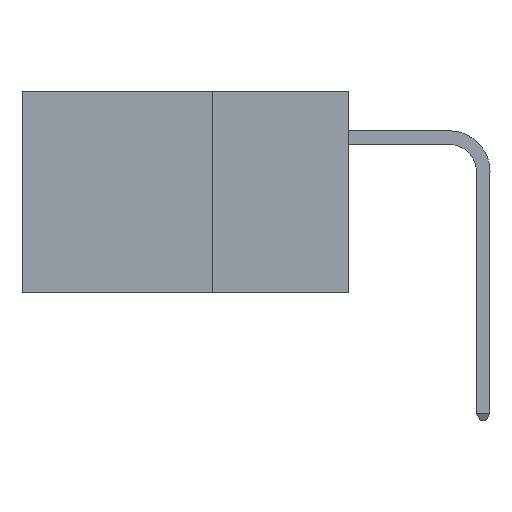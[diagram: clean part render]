
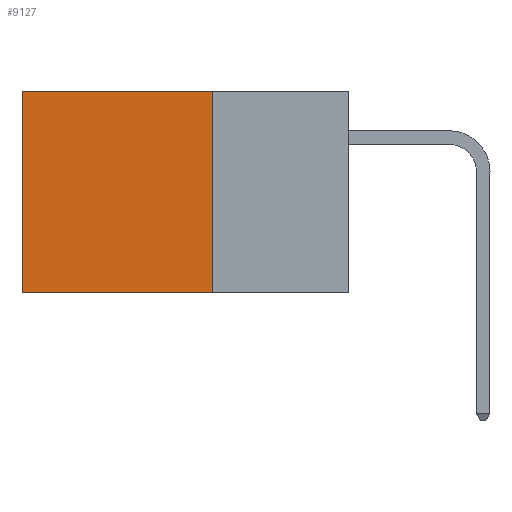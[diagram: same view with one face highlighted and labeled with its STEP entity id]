
A CAD part, left-side view. The second image highlights one B-rep face of the part: STEP entity #9127.
In plain terms, the highlighted planar face has unit normal (-1, 0, 0).
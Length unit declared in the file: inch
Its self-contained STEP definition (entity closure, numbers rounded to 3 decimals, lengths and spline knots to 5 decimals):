
#65 = LINE ( 'NONE', #2403, #10404 ) ;
#144 = CARTESIAN_POINT ( 'NONE',  ( 0.2875, 0.6, -0.37 ) ) ;
#820 = VERTEX_POINT ( 'NONE', #12508 ) ;
#1033 = DIRECTION ( 'NONE',  ( 1., 0., 0. ) ) ;
#1367 = LINE ( 'NONE', #7905, #6648 ) ;
#1759 = ORIENTED_EDGE ( 'NONE', *, *, #3713, .T. ) ;
#1773 = FACE_OUTER_BOUND ( 'NONE', #10288, .T. ) ;
#2038 = CARTESIAN_POINT ( 'NONE',  ( 0.2875, 0.25, 0. ) ) ;
#2403 = CARTESIAN_POINT ( 'NONE',  ( 0.2875, 0.25, 0. ) ) ;
#2651 = ORIENTED_EDGE ( 'NONE', *, *, #11843, .T. ) ;
#3449 = CARTESIAN_POINT ( 'NONE',  ( 0.2875, 0.25, -0.37 ) ) ;
#3713 = EDGE_CURVE ( 'NONE', #8471, #8324, #1367, .T. ) ;
#3965 = DIRECTION ( 'NONE',  ( 0., 0., -1. ) ) ;
#4701 = DIRECTION ( 'NONE',  ( 0., 0., -1. ) ) ;
#4963 = AXIS2_PLACEMENT_3D ( 'NONE', #10239, #1033, #8483 ) ;
#5263 = VECTOR ( 'NONE', #18866, 39.37008 ) ;
#6648 = VECTOR ( 'NONE', #4701, 39.37008 ) ;
#6809 = ORIENTED_EDGE ( 'NONE', *, *, #9724, .F. ) ;
#7905 = CARTESIAN_POINT ( 'NONE',  ( 0.2875, 0.6, 0. ) ) ;
#8086 = DIRECTION ( 'NONE',  ( 0., 1., 0. ) ) ;
#8102 = CARTESIAN_POINT ( 'NONE',  ( 0.2875, 0.25, 0. ) ) ;
#8324 = VERTEX_POINT ( 'NONE', #144 ) ;
#8471 = VERTEX_POINT ( 'NONE', #17195 ) ;
#8483 = DIRECTION ( 'NONE',  ( 0., 0., -1. ) ) ;
#9127 = ADVANCED_FACE ( 'NONE', ( #1773 ), #16152, .F. ) ;
#9724 = EDGE_CURVE ( 'NONE', #18678, #820, #65, .T. ) ;
#10239 = CARTESIAN_POINT ( 'NONE',  ( 0.2875, 0.25, 0. ) ) ;
#10288 = EDGE_LOOP ( 'NONE', ( #1759, #11608, #6809, #2651 ) ) ;
#10404 = VECTOR ( 'NONE', #3965, 39.37008 ) ;
#11608 = ORIENTED_EDGE ( 'NONE', *, *, #15684, .F. ) ;
#11843 = EDGE_CURVE ( 'NONE', #18678, #8471, #14158, .T. ) ;
#12508 = CARTESIAN_POINT ( 'NONE',  ( 0.2875, 0.25, -0.37 ) ) ;
#14158 = LINE ( 'NONE', #8102, #5263 ) ;
#15684 = EDGE_CURVE ( 'NONE', #820, #8324, #19284, .T. ) ;
#16152 = PLANE ( 'NONE',  #4963 ) ;
#17195 = CARTESIAN_POINT ( 'NONE',  ( 0.2875, 0.6, 0. ) ) ;
#17818 = VECTOR ( 'NONE', #8086, 39.37008 ) ;
#18678 = VERTEX_POINT ( 'NONE', #2038 ) ;
#18866 = DIRECTION ( 'NONE',  ( 0., 1., 0. ) ) ;
#19284 = LINE ( 'NONE', #3449, #17818 ) ;
